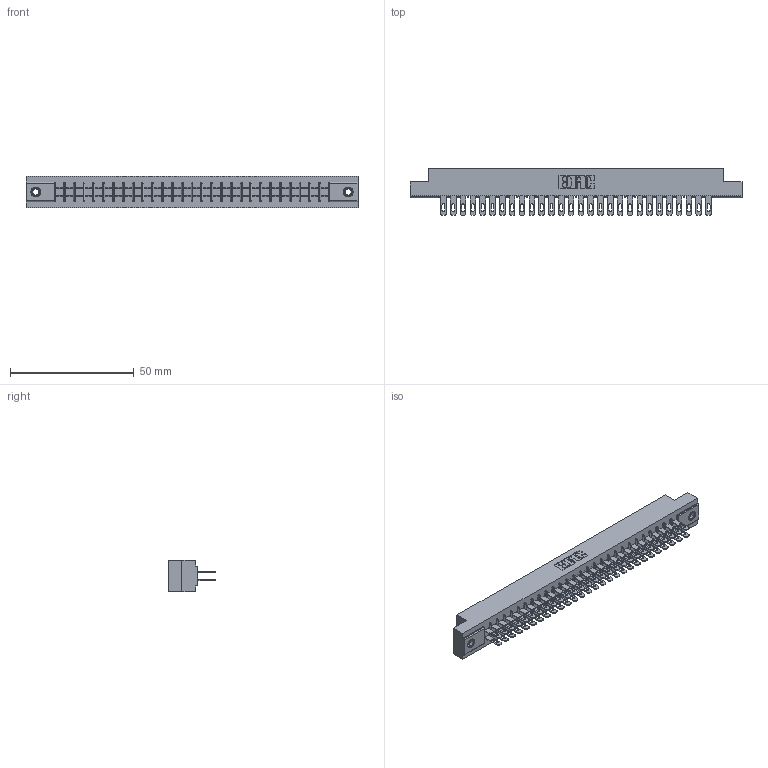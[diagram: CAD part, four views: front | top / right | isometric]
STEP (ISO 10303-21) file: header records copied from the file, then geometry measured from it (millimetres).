
FILE_DESCRIPTION (( 'STEP AP203' ), '1' );
FILE_NAME ('355-056-500-507.STEP', '2019-09-11T17:31:25', ( '' ), ( '' ), 'SwSTEP 2.0', 'SolidWorks 2016', '' );
FILE_SCHEMA (( 'CONFIG_CONTROL_DESIGN' ));
Length unit declared in the file: inch
Products named in the file (4): 305-290-001_500; 355-056-500-507; 305 Part_.156 Dia; 345-250-001_345-250-005-103
Assembly tree (59 placements, depth 2):
  355-056-500-507
    305 Part_.156 Dia
    305-290-001_500  x56
    345-250-001_345-250-005-103  x2
Bounding box: 133.96 x 18.85 x 12.7 mm (x, y, z)
Volume: 13662.2 mm3; surface area: 18814.5 mm2
Topology: 59 solids, 59 shells, 2976 faces, 8488 edges, 5500 vertices
Faces by surface type: plane 1668, cylinder 1180, sphere 112, cone 12, torus 4
Entity records: 33228 total; most frequent: CARTESIAN_POINT 5481, ORIENTED_EDGE 5432, DIRECTION 5326, EDGE_CURVE 2716, VECTOR 2176, LINE 2176, VERTEX_POINT 1730, AXIS2_PLACEMENT_3D 1575
